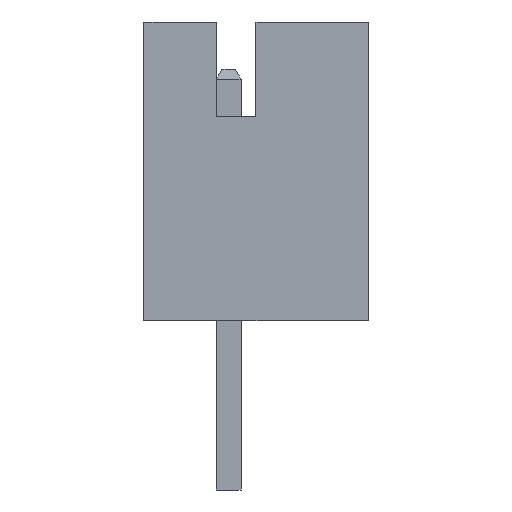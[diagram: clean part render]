
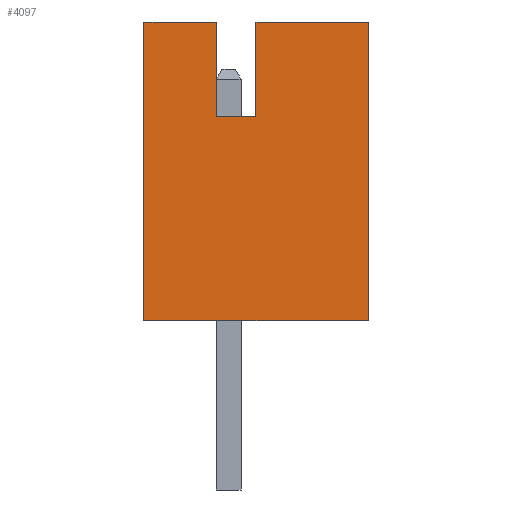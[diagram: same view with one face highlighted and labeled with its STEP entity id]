
A CAD part, left-side view. The second image highlights one B-rep face of the part: STEP entity #4097.
In plain terms, the highlighted planar face has unit normal (-1, 0, 0).
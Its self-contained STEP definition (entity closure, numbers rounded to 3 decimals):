
#3352=CARTESIAN_POINT('',(-12.95,-2.8,-0.0));
#3353=VERTEX_POINT('',#3352);
#3370=CARTESIAN_POINT('',(-12.95,-2.8,6.0));
#3371=VERTEX_POINT('',#3370);
#3378=CARTESIAN_POINT('',(-12.95,-2.8,3.0));
#3379=DIRECTION('',(0.0,-0.0,1.0));
#3380=VECTOR('',#3379,1.0);
#3381=LINE('',#3378,#3380);
#3382=EDGE_CURVE('n� 919',#3353,#3371,#3381,.T.);
#3768=CARTESIAN_POINT('',(-12.95,0.25,6.0));
#3769=VERTEX_POINT('',#3768);
#3776=CARTESIAN_POINT('',(-12.95,0.25,4.1));
#3777=VERTEX_POINT('',#3776);
#3778=CARTESIAN_POINT('',(-12.95,0.25,3.0));
#3779=DIRECTION('',(-0.0,-0.0,1.0));
#3780=VECTOR('',#3779,1.0);
#3781=LINE('',#3778,#3780);
#3782=EDGE_CURVE('n� 915',#3777,#3769,#3781,.T.);
#3925=CARTESIAN_POINT('',(-12.95,-0.55,6.0));
#3926=VERTEX_POINT('',#3925);
#3933=CARTESIAN_POINT('',(-12.95,-0.55,6.0));
#3934=DIRECTION('',(0.0,1.0,0.0));
#3935=VECTOR('',#3934,1.0);
#3936=LINE('',#3933,#3935);
#3937=EDGE_CURVE('n� 918',#3371,#3926,#3936,.T.);
#3963=CARTESIAN_POINT('',(-12.95,-0.55,4.1));
#3964=VERTEX_POINT('',#3963);
#3971=CARTESIAN_POINT('',(-12.95,-0.55,3.0));
#3972=DIRECTION('',(0.0,0.0,-1.0));
#3973=VECTOR('',#3972,1.0);
#3974=LINE('',#3971,#3973);
#3975=EDGE_CURVE('n� 917',#3926,#3964,#3974,.T.);
#3993=CARTESIAN_POINT('',(-12.95,-0.55,4.1));
#3994=DIRECTION('',(0.0,1.0,0.0));
#3995=VECTOR('',#3994,1.0);
#3996=LINE('',#3993,#3995);
#3997=EDGE_CURVE('n� 916',#3964,#3777,#3996,.T.);
#4040=CARTESIAN_POINT('',(-12.95,1.7,6.0));
#4041=VERTEX_POINT('',#4040);
#4048=CARTESIAN_POINT('',(-12.95,-0.55,6.0));
#4049=DIRECTION('',(0.0,1.0,0.0));
#4050=VECTOR('',#4049,1.0);
#4051=LINE('',#4048,#4050);
#4052=EDGE_CURVE('n� 914',#3769,#4041,#4051,.T.);
#4070=CARTESIAN_POINT('',(-12.95,1.7,0.0));
#4071=VERTEX_POINT('',#4070);
#4072=CARTESIAN_POINT('',(-12.95,1.7,3.0));
#4073=DIRECTION('',(0.0,0.0,-1.0));
#4074=VECTOR('',#4073,1.0);
#4075=LINE('',#4072,#4074);
#4076=EDGE_CURVE('n� 77',#4041,#4071,#4075,.T.);
#4077=ORIENTED_EDGE('',*,*,#4076,.T.);
#4078=CARTESIAN_POINT('',(-12.95,-0.55,-0.0));
#4079=DIRECTION('',(0.0,-1.0,-0.0));
#4080=VECTOR('',#4079,1.0);
#4081=LINE('',#4078,#4080);
#4082=EDGE_CURVE('n� 748',#4071,#3353,#4081,.T.);
#4083=ORIENTED_EDGE('',*,*,#4082,.T.);
#4084=ORIENTED_EDGE('',*,*,#3382,.T.);
#4085=ORIENTED_EDGE('',*,*,#3937,.T.);
#4086=ORIENTED_EDGE('',*,*,#3975,.T.);
#4087=ORIENTED_EDGE('',*,*,#3997,.T.);
#4088=ORIENTED_EDGE('',*,*,#3782,.T.);
#4089=ORIENTED_EDGE('',*,*,#4052,.T.);
#4090=EDGE_LOOP('',(#4077,#4083,#4084,#4085,#4086,#4087,#4088,#4089));
#4091=FACE_OUTER_BOUND('',#4090,.T.);
#4092=CARTESIAN_POINT('',(-12.95,1.7,0.0));
#4093=DIRECTION('',(-1.0,-0.0,0.0));
#4094=DIRECTION('',(0.0,-1.0,-0.0));
#4095=AXIS2_PLACEMENT_3D('',#4092,#4093,#4094);
#4096=PLANE('',#4095);
#4097=ADVANCED_FACE('n� 910',(#4091),#4096,.T.);
